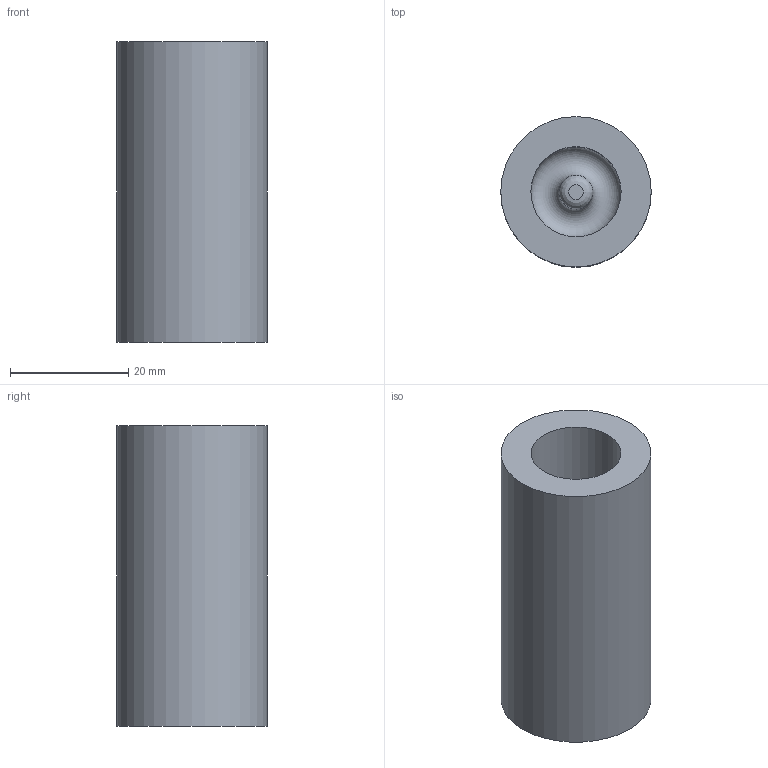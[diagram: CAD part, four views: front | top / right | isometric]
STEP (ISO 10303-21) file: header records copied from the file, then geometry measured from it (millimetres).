
FILE_DESCRIPTION(/* description */ (''),/* implementation_level */ '2;1');
FILE_NAME(/* name */ 'Coax Demo.stp',/* time_stamp */ '2020-10-19T00:24:50-05:00',/* author */ ('oriani'),/* organization */ (''),/* preprocessor_version */ 'ST-DEVELOPER v17',/* originating_system */ 'Autodesk Inventor 2019',/* authorisation */ '');
FILE_SCHEMA (('AUTOMOTIVE_DESIGN { 1 0 10303 214 3 1 1 }'));
Length unit declared in the file: inch
Products named in the file (1): Coax Demo
Bounding box: 25.4 x 25.4 x 50.8 mm (x, y, z)
Volume: 17055.8 mm3; surface area: 7526.4 mm2
Topology: 1 solids, 1 shells, 8 faces, 16 edges, 11 vertices
Faces by surface type: cylinder 3, plane 3, torus 1, bspline 1
Full cylindrical faces by diameter (mm): 5.69 x1, 15.24 x1, 25.4 x1
Entity records: 278 total; most frequent: CARTESIAN_POINT 62, DIRECTION 45, ORIENTED_EDGE 32, AXIS2_PLACEMENT_3D 21, EDGE_CURVE 16, CIRCLE 13, VERTEX_POINT 11, EDGE_LOOP 9
